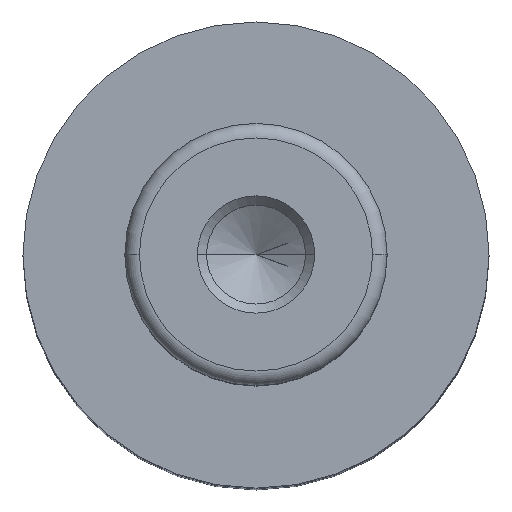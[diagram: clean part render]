
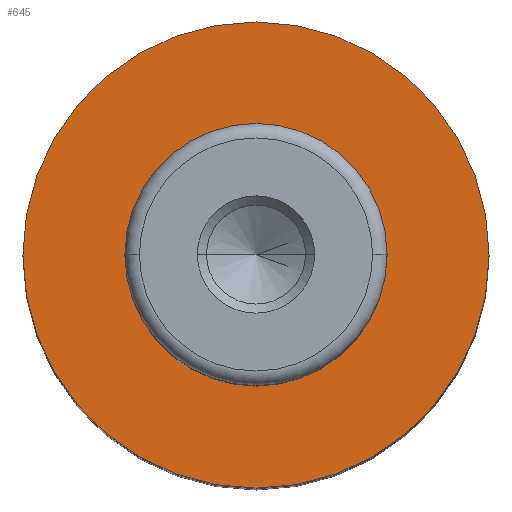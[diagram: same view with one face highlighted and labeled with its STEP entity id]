
A CAD part, top view. The second image highlights one B-rep face of the part: STEP entity #645.
In plain terms, the highlighted planar face has unit normal (0, 0, 1).
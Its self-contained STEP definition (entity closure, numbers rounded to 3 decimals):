
#54 = VERTEX_POINT ( 'NONE', #1037 ) ;
#82 = CIRCLE ( 'NONE', #732, 16. ) ;
#100 = AXIS2_PLACEMENT_3D ( 'NONE', #126, #520, #1152 ) ;
#126 = CARTESIAN_POINT ( 'NONE',  ( -9., 0., 73. ) ) ;
#149 = CARTESIAN_POINT ( 'NONE',  ( 16., 0., 73. ) ) ;
#151 = AXIS2_PLACEMENT_3D ( 'NONE', #832, #261, #916 ) ;
#205 = ORIENTED_EDGE ( 'NONE', *, *, #515, .T. ) ;
#234 = CIRCLE ( 'NONE', #151, 16. ) ;
#254 = VERTEX_POINT ( 'NONE', #149 ) ;
#261 = DIRECTION ( 'NONE',  ( 0., 0., -1. ) ) ;
#291 = DIRECTION ( 'NONE',  ( -1., 0., 0. ) ) ;
#351 = EDGE_CURVE ( 'NONE', #1023, #254, #234, .T. ) ;
#360 = ORIENTED_EDGE ( 'NONE', *, *, #788, .F. ) ;
#387 = CIRCLE ( 'NONE', #436, 9. ) ;
#399 = CARTESIAN_POINT ( 'NONE',  ( 0., 0., 73. ) ) ;
#400 = ORIENTED_EDGE ( 'NONE', *, *, #351, .F. ) ;
#401 = EDGE_LOOP ( 'NONE', ( #400, #360 ) ) ;
#436 = AXIS2_PLACEMENT_3D ( 'NONE', #1048, #490, #1132 ) ;
#442 = FACE_BOUND ( 'NONE', #496, .T. ) ;
#457 = VERTEX_POINT ( 'NONE', #1197 ) ;
#483 = AXIS2_PLACEMENT_3D ( 'NONE', #495, #1138, #598 ) ;
#490 = DIRECTION ( 'NONE',  ( 0., 0., -1. ) ) ;
#495 = CARTESIAN_POINT ( 'NONE',  ( 0., 0., 73. ) ) ;
#496 = EDGE_LOOP ( 'NONE', ( #205, #961 ) ) ;
#515 = EDGE_CURVE ( 'NONE', #457, #54, #387, .T. ) ;
#520 = DIRECTION ( 'NONE',  ( 0., 0., 1. ) ) ;
#559 = CIRCLE ( 'NONE', #483, 9. ) ;
#571 = FACE_OUTER_BOUND ( 'NONE', #401, .T. ) ;
#598 = DIRECTION ( 'NONE',  ( -1., 0., 0. ) ) ;
#611 = PLANE ( 'NONE',  #100 ) ;
#645 = ADVANCED_FACE ( 'NONE', ( #442, #571 ), #611, .T. ) ;
#732 = AXIS2_PLACEMENT_3D ( 'NONE', #399, #950, #291 ) ;
#750 = EDGE_CURVE ( 'NONE', #54, #457, #559, .T. ) ;
#788 = EDGE_CURVE ( 'NONE', #254, #1023, #82, .T. ) ;
#832 = CARTESIAN_POINT ( 'NONE',  ( 0., 0., 73. ) ) ;
#916 = DIRECTION ( 'NONE',  ( -1., 0., 0. ) ) ;
#950 = DIRECTION ( 'NONE',  ( 0., 0., -1. ) ) ;
#961 = ORIENTED_EDGE ( 'NONE', *, *, #750, .T. ) ;
#1013 = CARTESIAN_POINT ( 'NONE',  ( -16., 0., 73. ) ) ;
#1023 = VERTEX_POINT ( 'NONE', #1013 ) ;
#1037 = CARTESIAN_POINT ( 'NONE',  ( 9., 0., 73. ) ) ;
#1048 = CARTESIAN_POINT ( 'NONE',  ( 0., 0., 73. ) ) ;
#1132 = DIRECTION ( 'NONE',  ( -1., 0., 0. ) ) ;
#1138 = DIRECTION ( 'NONE',  ( 0., 0., -1. ) ) ;
#1152 = DIRECTION ( 'NONE',  ( 1., 0., 0. ) ) ;
#1197 = CARTESIAN_POINT ( 'NONE',  ( -9., 0., 73. ) ) ;
